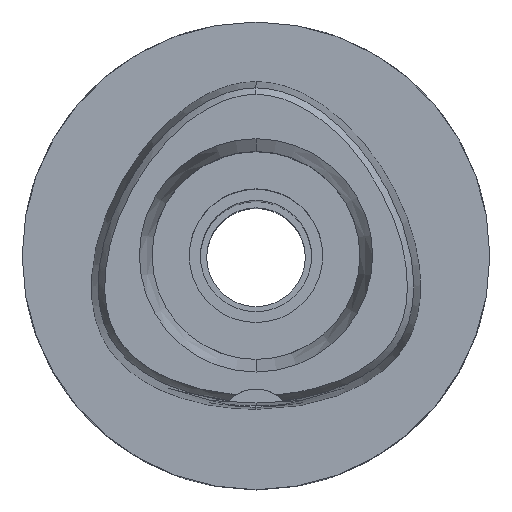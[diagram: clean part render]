
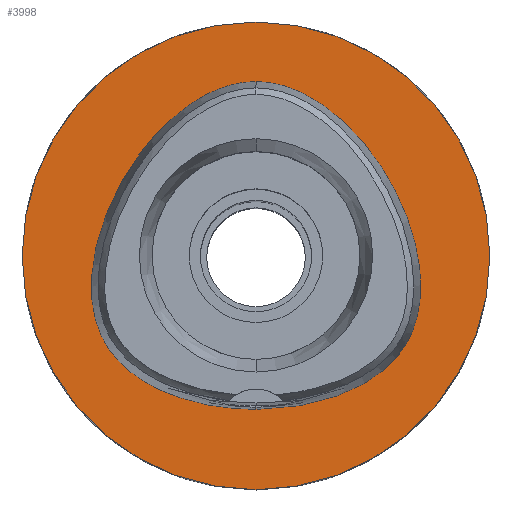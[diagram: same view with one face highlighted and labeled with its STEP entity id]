
A CAD part, top view. The second image highlights one B-rep face of the part: STEP entity #3998.
In plain terms, the highlighted planar face has unit normal (0, 0, 1).
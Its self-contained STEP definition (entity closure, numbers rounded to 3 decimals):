
#34 = CARTESIAN_POINT ( 'NONE',  ( 0., -20.675, 0. ) ) ;
#37 = CARTESIAN_POINT ( 'NONE',  ( 0., 0., 0. ) ) ;
#128 = CARTESIAN_POINT ( 'NONE',  ( -18.068, 10.432, 0. ) ) ;
#158 = CARTESIAN_POINT ( 'NONE',  ( 0., -20.675, 0. ) ) ;
#433 = CARTESIAN_POINT ( 'NONE',  ( 22.245, -4.1, 0. ) ) ;
#541 = CARTESIAN_POINT ( 'NONE',  ( -22.245, -4.1, 0. ) ) ;
#596 = EDGE_CURVE ( 'NONE', #1937, #3557, #2943, .T. ) ;
#632 = CARTESIAN_POINT ( 'NONE',  ( 0., -20.675, 0. ) ) ;
#646 = EDGE_LOOP ( 'NONE', ( #1636, #4042 ) ) ;
#683 = CARTESIAN_POINT ( 'NONE',  ( -16.959, -15.678, 0. ) ) ;
#695 = CARTESIAN_POINT ( 'NONE',  ( 20.749, 4.657, 0. ) ) ;
#799 = CARTESIAN_POINT ( 'NONE',  ( 20.35, -11.749, 0. ) ) ;
#922 = VERTEX_POINT ( 'NONE', #1163 ) ;
#945 = DIRECTION ( 'NONE',  ( 0., 0., -1. ) ) ;
#1059 = CARTESIAN_POINT ( 'NONE',  ( -20.35, -11.749, 0. ) ) ;
#1163 = CARTESIAN_POINT ( 'NONE',  ( 0., 23.475, 0. ) ) ;
#1197 = CARTESIAN_POINT ( 'NONE',  ( 18.568, -14.169, 0. ) ) ;
#1261 = CARTESIAN_POINT ( 'NONE',  ( -21.978, -0.281, 0. ) ) ;
#1283 = CARTESIAN_POINT ( 'NONE',  ( -14.408, 15.641, 0. ) ) ;
#1449 = CARTESIAN_POINT ( 'NONE',  ( -19.649, -12.825, 0. ) ) ;
#1463 = CARTESIAN_POINT ( 'NONE',  ( 21.978, -0.281, 0. ) ) ;
#1488 = CARTESIAN_POINT ( 'NONE',  ( 20.932, -10.604, 0. ) ) ;
#1540 = CARTESIAN_POINT ( 'NONE',  ( 11.233, -18.893, 0. ) ) ;
#1548 = DIRECTION ( 'NONE',  ( 0., 1., 0. ) ) ;
#1566 = CARTESIAN_POINT ( 'NONE',  ( 10.746, 19.174, 0. ) ) ;
#1636 = ORIENTED_EDGE ( 'NONE', *, *, #2073, .F. ) ;
#1671 = CARTESIAN_POINT ( 'NONE',  ( 0., -31.5, 0. ) ) ;
#1843 = CARTESIAN_POINT ( 'NONE',  ( -6.341, -20.298, 0. ) ) ;
#1923 = CARTESIAN_POINT ( 'NONE',  ( 18.068, 10.432, 0. ) ) ;
#1937 = VERTEX_POINT ( 'NONE', #1671 ) ;
#2073 = EDGE_CURVE ( 'NONE', #3557, #1937, #3910, .T. ) ;
#2209 = CARTESIAN_POINT ( 'NONE',  ( 0.855, 23.475, 0. ) ) ;
#2319 = DIRECTION ( 'NONE',  ( 0., 0., -1. ) ) ;
#2328 = EDGE_LOOP ( 'NONE', ( #4378, #3220 ) ) ;
#2350 = DIRECTION ( 'NONE',  ( 0., 0., -1. ) ) ;
#2357 = CARTESIAN_POINT ( 'NONE',  ( 0., 31.5, 0. ) ) ;
#2437 = CARTESIAN_POINT ( 'NONE',  ( 0., 0., 0. ) ) ;
#2461 = DIRECTION ( 'NONE',  ( 0., -1., 0. ) ) ;
#2692 = VERTEX_POINT ( 'NONE', #158 ) ;
#2719 = CARTESIAN_POINT ( 'NONE',  ( 2.565, 23.293, 0. ) ) ;
#2805 = CARTESIAN_POINT ( 'NONE',  ( -20.749, 4.657, 0. ) ) ;
#2852 = CARTESIAN_POINT ( 'NONE',  ( -22.057, -6.848, 0. ) ) ;
#2943 = CIRCLE ( 'NONE', #3969, 31.5 ) ;
#3015 = CARTESIAN_POINT ( 'NONE',  ( 2.114, -20.675, 0. ) ) ;
#3050 = AXIS2_PLACEMENT_3D ( 'NONE', #4285, #2350, #1548 ) ;
#3065 = CARTESIAN_POINT ( 'NONE',  ( 16.959, -15.678, 0. ) ) ;
#3088 = CARTESIAN_POINT ( 'NONE',  ( 7.571, 21.315, 0. ) ) ;
#3174 = CARTESIAN_POINT ( 'NONE',  ( 0., 23.475, 0. ) ) ;
#3220 = ORIENTED_EDGE ( 'NONE', *, *, #3720, .F. ) ;
#3229 = CARTESIAN_POINT ( 'NONE',  ( -0.855, 23.475, 0. ) ) ;
#3273 = CARTESIAN_POINT ( 'NONE',  ( -18.568, -14.169, 0. ) ) ;
#3401 = EDGE_CURVE ( 'NONE', #922, #2692, #4491, .T. ) ;
#3460 = CARTESIAN_POINT ( 'NONE',  ( 14.408, 15.641, 0. ) ) ;
#3557 = VERTEX_POINT ( 'NONE', #2357 ) ;
#3596 = FACE_BOUND ( 'NONE', #2328, .T. ) ;
#3712 = CARTESIAN_POINT ( 'NONE',  ( -11.233, -18.893, 0. ) ) ;
#3720 = EDGE_CURVE ( 'NONE', #2692, #922, #4668, .T. ) ;
#3724 = CARTESIAN_POINT ( 'NONE',  ( 0., 23.475, 0. ) ) ;
#3781 = CARTESIAN_POINT ( 'NONE',  ( 5.098, 22.526, 0. ) ) ;
#3827 = CARTESIAN_POINT ( 'NONE',  ( 21.555, -8.996, 0. ) ) ;
#3828 = DIRECTION ( 'NONE',  ( 0., -1., 0. ) ) ;
#3910 = CIRCLE ( 'NONE', #3050, 31.5 ) ;
#3969 = AXIS2_PLACEMENT_3D ( 'NONE', #37, #2319, #3828 ) ;
#3998 = ADVANCED_FACE ( 'NONE', ( #4347, #3596 ), #4321, .F. ) ;
#4042 = ORIENTED_EDGE ( 'NONE', *, *, #596, .F. ) ;
#4083 = AXIS2_PLACEMENT_3D ( 'NONE', #2437, #945, #2461 ) ;
#4128 = CARTESIAN_POINT ( 'NONE',  ( 14.673, -17.214, 0. ) ) ;
#4208 = CARTESIAN_POINT ( 'NONE',  ( 6.341, -20.298, 0. ) ) ;
#4285 = CARTESIAN_POINT ( 'NONE',  ( 0., 0., 0. ) ) ;
#4319 = CARTESIAN_POINT ( 'NONE',  ( -20.932, -10.604, 0. ) ) ;
#4321 = PLANE ( 'NONE',  #4083 ) ;
#4347 = FACE_OUTER_BOUND ( 'NONE', #646, .T. ) ;
#4363 = CARTESIAN_POINT ( 'NONE',  ( -21.555, -8.996, 0. ) ) ;
#4378 = ORIENTED_EDGE ( 'NONE', *, *, #3401, .F. ) ;
#4389 = CARTESIAN_POINT ( 'NONE',  ( -5.098, 22.526, 0. ) ) ;
#4463 = CARTESIAN_POINT ( 'NONE',  ( -2.114, -20.675, 0. ) ) ;
#4491 = B_SPLINE_CURVE_WITH_KNOTS ( 'NONE', 3,
 ( #3174, #3229, #4732, #4389, #4669, #4687, #1283, #128, #2805, #1261, #541, #2852, #4363, #4319, #1059, #1449, #3273, #683, #4828, #3712, #1843, #4463, #632 ),
 .UNSPECIFIED., .F., .F.,
 ( 4, 1, 1, 1, 1, 1, 1, 1, 1, 1, 1, 1, 1, 1, 1, 1, 1, 1, 1, 1, 4 ),
 ( 0., 0.042, 0.083, 0.125, 0.167, 0.25, 0.333, 0.417, 0.5, 0.542, 0.583, 0.625, 0.646, 0.667, 0.688, 0.708, 0.75, 0.792, 0.833, 0.917, 1. ),
 .UNSPECIFIED. ) ;
#4582 = CARTESIAN_POINT ( 'NONE',  ( 19.649, -12.825, 0. ) ) ;
#4668 = B_SPLINE_CURVE_WITH_KNOTS ( 'NONE', 3,
 ( #34, #3015, #4208, #1540, #4128, #3065, #1197, #4582, #799, #1488, #3827, #4866, #433, #1463, #695, #1923, #3460, #1566, #3088, #3781, #2719, #2209, #3724 ),
 .UNSPECIFIED., .F., .F.,
 ( 4, 1, 1, 1, 1, 1, 1, 1, 1, 1, 1, 1, 1, 1, 1, 1, 1, 1, 1, 1, 4 ),
 ( 0., 0.083, 0.167, 0.208, 0.25, 0.292, 0.312, 0.333, 0.354, 0.375, 0.417, 0.458, 0.5, 0.583, 0.667, 0.75, 0.833, 0.875, 0.917, 0.958, 1. ),
 .UNSPECIFIED. ) ;
#4669 = CARTESIAN_POINT ( 'NONE',  ( -7.571, 21.315, 0. ) ) ;
#4687 = CARTESIAN_POINT ( 'NONE',  ( -10.746, 19.174, 0. ) ) ;
#4732 = CARTESIAN_POINT ( 'NONE',  ( -2.565, 23.293, 0. ) ) ;
#4828 = CARTESIAN_POINT ( 'NONE',  ( -14.673, -17.214, 0. ) ) ;
#4866 = CARTESIAN_POINT ( 'NONE',  ( 22.057, -6.848, 0. ) ) ;
